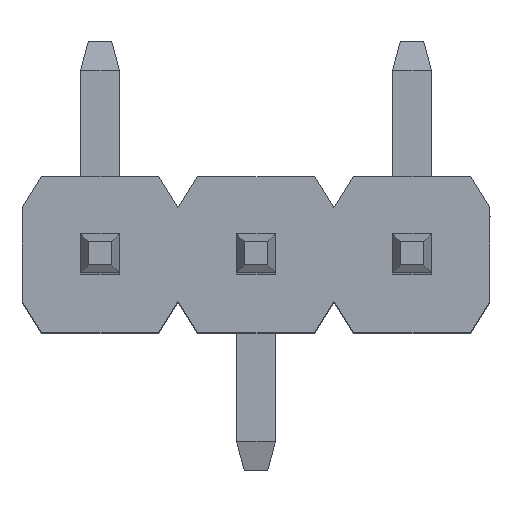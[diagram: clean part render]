
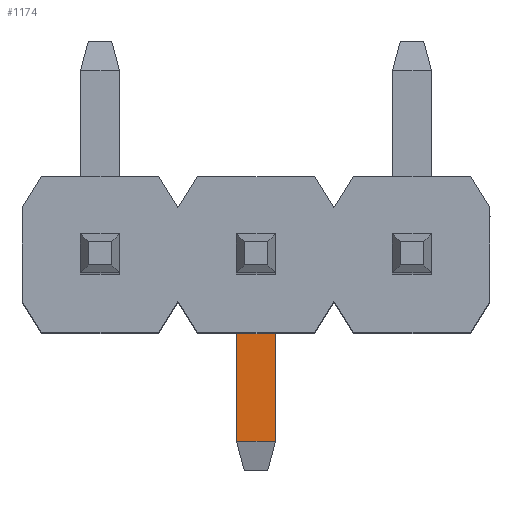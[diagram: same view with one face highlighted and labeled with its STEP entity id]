
A CAD part, top view. The second image highlights one B-rep face of the part: STEP entity #1174.
In plain terms, the highlighted planar face has unit normal (0, 0, 1).
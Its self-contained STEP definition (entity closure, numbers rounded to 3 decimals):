
#37 = LINE ( 'NONE', #1299, #3608 ) ;
#63 = EDGE_CURVE ( 'NONE', #3173, #3698, #37, .T. ) ;
#137 = EDGE_LOOP ( 'NONE', ( #3762, #2398, #1844, #3842 ) ) ;
#155 = CARTESIAN_POINT ( 'NONE',  ( -17.25, -0.5, -0.25 ) ) ;
#267 = VECTOR ( 'NONE', #2597, 1000. ) ;
#489 = CARTESIAN_POINT ( 'NONE',  ( -17.25, -0.5, -0.25 ) ) ;
#521 = DIRECTION ( 'NONE',  ( 0., -1., 0. ) ) ;
#537 = LINE ( 'NONE', #3123, #1767 ) ;
#829 = CARTESIAN_POINT ( 'NONE',  ( -16.75, -0.5, -0.25 ) ) ;
#857 = AXIS2_PLACEMENT_3D ( 'NONE', #489, #1757, #3013 ) ;
#1174 = ADVANCED_FACE ( 'NONE', ( #3636 ), #3323, .F. ) ;
#1299 = CARTESIAN_POINT ( 'NONE',  ( -17.25, -0.5, -0.25 ) ) ;
#1728 = LINE ( 'NONE', #2326, #267 ) ;
#1757 = DIRECTION ( 'NONE',  ( 0., 0., -1. ) ) ;
#1767 = VECTOR ( 'NONE', #2197, 1000. ) ;
#1827 = EDGE_CURVE ( 'NONE', #3698, #2895, #537, .T. ) ;
#1844 = ORIENTED_EDGE ( 'NONE', *, *, #3307, .F. ) ;
#1858 = CARTESIAN_POINT ( 'NONE',  ( -16.75, -2.377, -0.25 ) ) ;
#1979 = CARTESIAN_POINT ( 'NONE',  ( -17.25, -2.377, -0.25 ) ) ;
#2135 = LINE ( 'NONE', #829, #2515 ) ;
#2197 = DIRECTION ( 'NONE',  ( 1., 0., 0. ) ) ;
#2326 = CARTESIAN_POINT ( 'NONE',  ( -17.25, -0.5, -0.25 ) ) ;
#2398 = ORIENTED_EDGE ( 'NONE', *, *, #1827, .T. ) ;
#2515 = VECTOR ( 'NONE', #521, 1000. ) ;
#2589 = VERTEX_POINT ( 'NONE', #3975 ) ;
#2597 = DIRECTION ( 'NONE',  ( 1., 0., 0. ) ) ;
#2895 = VERTEX_POINT ( 'NONE', #1858 ) ;
#3013 = DIRECTION ( 'NONE',  ( 0., 1., 0. ) ) ;
#3123 = CARTESIAN_POINT ( 'NONE',  ( -17.25, -2.377, -0.25 ) ) ;
#3173 = VERTEX_POINT ( 'NONE', #155 ) ;
#3205 = EDGE_CURVE ( 'NONE', #3173, #2589, #1728, .T. ) ;
#3307 = EDGE_CURVE ( 'NONE', #2589, #2895, #2135, .T. ) ;
#3323 = PLANE ( 'NONE',  #857 ) ;
#3608 = VECTOR ( 'NONE', #4012, 1000. ) ;
#3636 = FACE_OUTER_BOUND ( 'NONE', #137, .T. ) ;
#3698 = VERTEX_POINT ( 'NONE', #1979 ) ;
#3762 = ORIENTED_EDGE ( 'NONE', *, *, #63, .T. ) ;
#3842 = ORIENTED_EDGE ( 'NONE', *, *, #3205, .F. ) ;
#3975 = CARTESIAN_POINT ( 'NONE',  ( -16.75, -0.5, -0.25 ) ) ;
#4012 = DIRECTION ( 'NONE',  ( 0., -1., 0. ) ) ;
